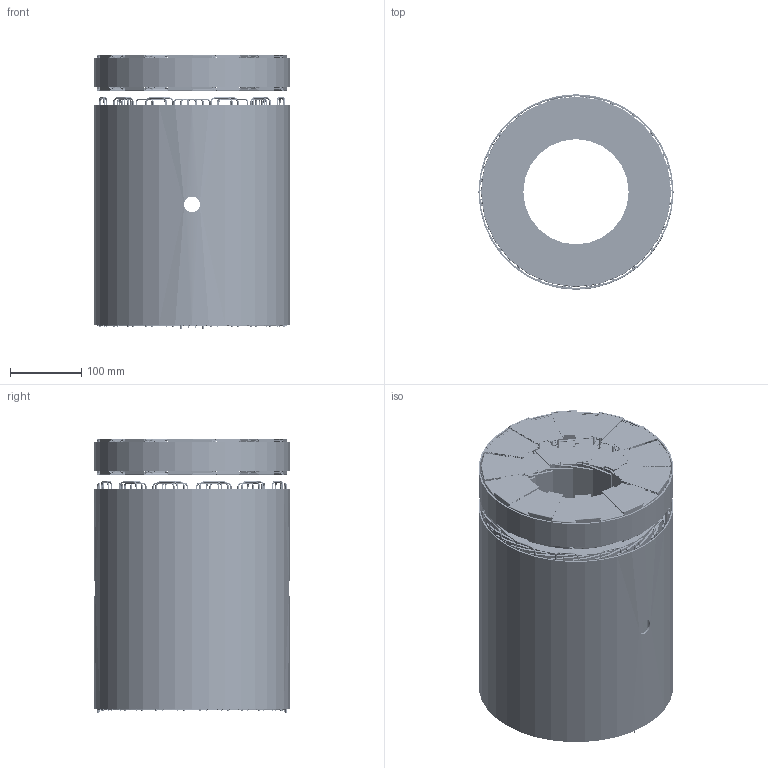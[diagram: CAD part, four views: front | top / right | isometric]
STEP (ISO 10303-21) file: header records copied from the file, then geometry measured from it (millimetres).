
FILE_DESCRIPTION((''),'2;1');
FILE_NAME('Sv-3.3.stp','2009-10-16T17:28:31',('thomas'),(''),'Autodesk Inventor 2008','Autodesk Inventor 2008','');
FILE_SCHEMA(('AUTOMOTIVE_DESIGN { 1 0 10303 214 1 1 1 1 }'));
Length unit declared in the file: millimetre
Products named in the file (80): Sv-3.3; Fwd (NoSketches); Strip_Ldk_5-6_TrapS (NoSketches); Strip_Smod_N2_TrapS_L; Strip_Mod_1Sens_TrapS; Strip_Sens_TrapS; StripActive_TrapS; StripPassive_TrapS_TopBottom; StripPassive_TrapS_LeftRight; Strip_Cable_A_S; Strip_Cable_B-S; Strip_Fe_Apv; Strip_Dk_Smod_Sup_Pcb_L; Strip_Dk_Smod_Sup_Pcb_L_A_2; Strip_Dk_Smod_Sup_Pcb_L_B_2; Cooling_Pipe_2x33; Connector_50Pin; Connector_HV; Strip_Dk_Smod_Sup_L; Strip_Smod_N2_TrapS_S; Strip_Dk_Smod_Sup_Pcb_S; Strip_Dk_Smod_Sup_Pcb_S_A; Strip_Dk_Smod_Sup_Pcb_S_B; Strip_Dk_Smod_Sup_S; Strip_Fwd-Support_schematic; Hshell (NoSketches); Strip_Bl3 (NoSketches); Strip_Smod_Bl3_N4_L (NoSketches); Strip_Mod_2Sens_RectL_Bl3 (NoSketches); Strip_Sens_RectL; StripActive_RectL; StripPassive_RectL_Rside; StripPassive_RectL_Zside; Readout_4x128; Pa_RectLside; Readout_2x128; Strip_Cable_Bl_Overbond; Strip_Cable_Bl3; Strip_Bl3_Smod_Sup (NoSketches); Frame-2Sens_RectL_FEside ...
Assembly tree (216 placements, depth 7):
  Sv-3.3
    Fwd (NoSketches)  x2
      Strip_Ldk_5-6_TrapS (NoSketches)
        Strip_Smod_N2_TrapS_L  x6
          Strip_Mod_1Sens_TrapS
            Strip_Sens_TrapS
              StripActive_TrapS
              StripPassive_TrapS_TopBottom
              StripPassive_TrapS_LeftRight
            Strip_Cable_A_S
            Strip_Cable_B-S
            Strip_Fe_Apv  x8
          Strip_Dk_Smod_Sup_Pcb_L
            Strip_Dk_Smod_Sup_Pcb_L_A_2
            Strip_Dk_Smod_Sup_Pcb_L_B_2
          Cooling_Pipe_2x33
          Connector_50Pin
          Connector_HV
          Strip_Dk_Smod_Sup_L
        Strip_Smod_N2_TrapS_S  x6
          Strip_Mod_1Sens_TrapS
            Strip_Sens_TrapS
              StripActive_TrapS
              StripPassive_TrapS_TopBottom
              StripPassive_TrapS_LeftRight
            Strip_Cable_A_S
            Strip_Cable_B-S
            Strip_Fe_Apv  x8
          Strip_Dk_Smod_Sup_Pcb_S
            Strip_Dk_Smod_Sup_Pcb_S_A
            Strip_Dk_Smod_Sup_Pcb_S_B
          Cooling_Pipe_2x33
          Connector_50Pin
          Connector_HV
          Strip_Dk_Smod_Sup_S
        Strip_Fwd-Support_schematic
    Hshell (NoSketches)  x2
      Strip_Bl3 (NoSketches)
        Strip_Smod_Bl3_N4_L (NoSketches)  x8
          Strip_Mod_2Sens_RectL_Bl3 (NoSketches)
            Strip_Sens_RectL  x2
              StripActive_RectL
              StripPassive_RectL_Rside
              StripPassive_RectL_Zside
            Readout_4x128  x2
              Pa_RectLside
              Strip_Fe_Apv
            Readout_2x128
              Pa_RectLside  x2
              Strip_Fe_Apv  x2
            Strip_Cable_Bl_Overbond
            Strip_Cable_Bl3
          Strip_Bl3_Smod_Sup (NoSketches)
            Frame-2Sens_RectL_FEside  x2
            Frame-2Sens_RectL-A  x2
            Frame-2Sens_RectL-B  x2
          Strip_Bl3_Cooling_L
        Strip_Smod_Bl3_N4_M_Tp_FeSide (NoSketches)
          Strip_Mod_2Sens_RectM_Bl3 (NoSketches)  x2
            Strip_Sens_RectS
Bounding box: 274 x 274 x 386.27 mm (x, y, z)
Volume: 4693419.2 mm3; surface area: 4118372.2 mm2
Topology: 4562 solids, 4562 shells, 36564 faces, 83692 edges, 56252 vertices
Faces by surface type: plane 33016, bspline 2460, cylinder 968, torus 120
Full cylindrical faces by diameter (mm): 1 x240, 1.8 x120, 1.84 x24, 2 x180, 2.1 x4, 2.2 x44, 2.5 x48
Entity records: 29318 total; most frequent: CARTESIAN_POINT 5777, DIRECTION 4438, ORIENTED_EDGE 3764, EDGE_CURVE 1882, VECTOR 1532, LINE 1532, AXIS2_PLACEMENT_3D 1453, VERTEX_POINT 1322
